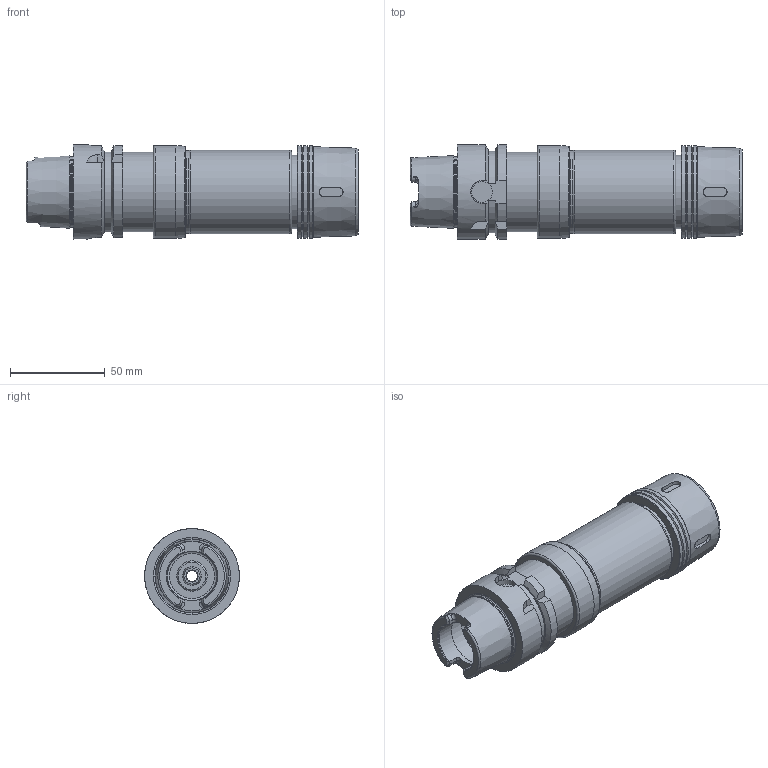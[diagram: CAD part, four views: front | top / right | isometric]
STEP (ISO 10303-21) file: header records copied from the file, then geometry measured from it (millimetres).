
FILE_DESCRIPTION((''),'2;1');
FILE_NAME('538014022150-3D.stp','2020-01-09T18:10:20',('nttooll'),(''),'Autodesk Inventor 2012','Autodesk Inventor 2012','');
FILE_SCHEMA(('AUTOMOTIVE_DESIGN { 1 0 10303 214 1 1 1 1 }'));
Length unit declared in the file: millimetre
Products named in the file (1): 538014022150-3D
Bounding box: 175 x 50 x 50 mm (x, y, z)
Volume: 200448.5 mm3; surface area: 44917.4 mm2
Topology: 1 solids, 1 shells, 183 faces, 426 edges, 265 vertices
Faces by surface type: plane 74, cylinder 55, cone 37, torus 17
Full cylindrical faces by diameter (mm): 6 x1, 6.4 x1, 9.5 x1, 10 x1, 11 x1, 16 x1, 22.3 x1, 23 x1, 24 x1, 26 x1, 26.6 x1, 28 x1, 30.4 x1, 32 x1, 32.5 x1, 36 x1, 37.9 x1, 39 x1, 42 x1, 43.6 x1, 44 x1, 48.8 x3, 49 x1, 50 x1
Entity records: 5162 total; most frequent: CARTESIAN_POINT 1214, DIRECTION 844, ORIENTED_EDGE 724, EDGE_CURVE 362, AXIS2_PLACEMENT_3D 350, EDGE_LOOP 262, VERTEX_POINT 258, FACE_OUTER_BOUND 183
